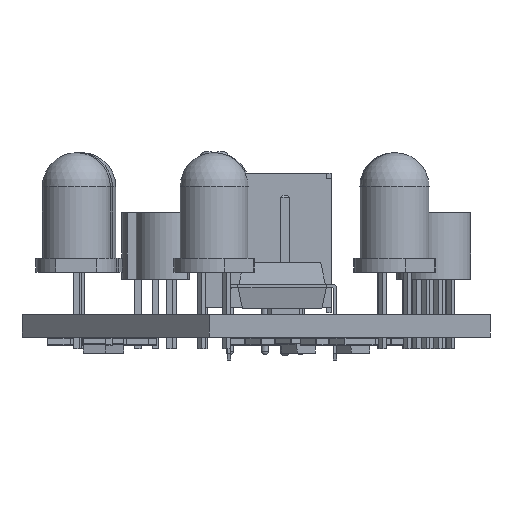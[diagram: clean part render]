
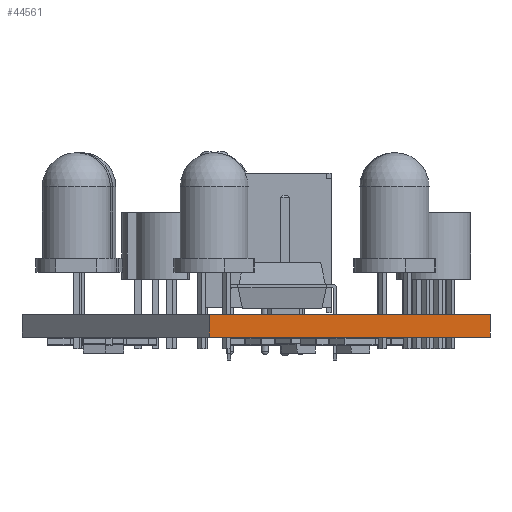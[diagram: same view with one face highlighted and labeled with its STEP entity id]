
A CAD part, left-side view. The second image highlights one B-rep face of the part: STEP entity #44561.
In plain terms, the highlighted planar face has unit normal (-1, 0.001, 0).
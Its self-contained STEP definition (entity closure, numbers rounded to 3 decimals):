
#40490 = PLANE('',#40491);
#40491 = AXIS2_PLACEMENT_3D('',#40492,#40493,#40494);
#40492 = CARTESIAN_POINT('',(70.65,-94.204,1.6));
#40493 = DIRECTION('',(-0.,-0.,-1.));
#40494 = DIRECTION('',(-1.,0.,0.));
#40544 = PLANE('',#40545);
#40545 = AXIS2_PLACEMENT_3D('',#40546,#40547,#40548);
#40546 = CARTESIAN_POINT('',(70.65,-94.204,0.));
#40547 = DIRECTION('',(-0.,-0.,-1.));
#40548 = DIRECTION('',(-1.,0.,0.));
#40577 = PLANE('',#40578);
#40578 = AXIS2_PLACEMENT_3D('',#40579,#40580,#40581);
#40579 = CARTESIAN_POINT('',(20.61,-90.05,0.));
#40580 = DIRECTION('',(-0.686,0.727,0.));
#40581 = DIRECTION('',(0.727,0.686,0.));
#40821 = VERTEX_POINT('',#40822);
#40822 = CARTESIAN_POINT('',(20.593,-110.24,0.));
#40836 = PLANE('',#40837);
#40837 = AXIS2_PLACEMENT_3D('',#40838,#40839,#40840);
#40838 = CARTESIAN_POINT('',(40.608,-110.24,0.));
#40839 = DIRECTION('',(0.,-1.,0.));
#40840 = DIRECTION('',(-1.,0.,0.));
#40848 = EDGE_CURVE('',#40821,#40849,#40851,.T.);
#40849 = VERTEX_POINT('',#40850);
#40850 = CARTESIAN_POINT('',(20.61,-90.05,0.));
#40851 = SURFACE_CURVE('',#40852,(#40856,#40863),.PCURVE_S1.);
#40852 = LINE('',#40853,#40854);
#40853 = CARTESIAN_POINT('',(20.593,-110.24,0.));
#40854 = VECTOR('',#40855,1.);
#40855 = DIRECTION('',(0.001,1.,0.));
#40856 = PCURVE('',#40544,#40857);
#40857 = DEFINITIONAL_REPRESENTATION('',(#40858),#40862);
#40858 = LINE('',#40859,#40860);
#40859 = CARTESIAN_POINT('',(50.058,-16.036));
#40860 = VECTOR('',#40861,1.);
#40861 = DIRECTION('',(-0.001,1.));
#40862 = ( GEOMETRIC_REPRESENTATION_CONTEXT(2) 
PARAMETRIC_REPRESENTATION_CONTEXT() REPRESENTATION_CONTEXT('2D SPACE',''
  ) );
#40863 = PCURVE('',#40864,#40869);
#40864 = PLANE('',#40865);
#40865 = AXIS2_PLACEMENT_3D('',#40866,#40867,#40868);
#40866 = CARTESIAN_POINT('',(20.593,-110.24,0.));
#40867 = DIRECTION('',(-1.,0.001,0.));
#40868 = DIRECTION('',(0.001,1.,0.));
#40869 = DEFINITIONAL_REPRESENTATION('',(#40870),#40874);
#40870 = LINE('',#40871,#40872);
#40871 = CARTESIAN_POINT('',(0.,0.));
#40872 = VECTOR('',#40873,1.);
#40873 = DIRECTION('',(1.,0.));
#40874 = ( GEOMETRIC_REPRESENTATION_CONTEXT(2) 
PARAMETRIC_REPRESENTATION_CONTEXT() REPRESENTATION_CONTEXT('2D SPACE',''
  ) );
#42851 = VERTEX_POINT('',#42852);
#42852 = CARTESIAN_POINT('',(20.593,-110.24,1.6));
#42873 = EDGE_CURVE('',#42851,#42874,#42876,.T.);
#42874 = VERTEX_POINT('',#42875);
#42875 = CARTESIAN_POINT('',(20.61,-90.05,1.6));
#42876 = SURFACE_CURVE('',#42877,(#42881,#42888),.PCURVE_S1.);
#42877 = LINE('',#42878,#42879);
#42878 = CARTESIAN_POINT('',(20.593,-110.24,1.6));
#42879 = VECTOR('',#42880,1.);
#42880 = DIRECTION('',(0.001,1.,0.));
#42881 = PCURVE('',#40490,#42882);
#42882 = DEFINITIONAL_REPRESENTATION('',(#42883),#42887);
#42883 = LINE('',#42884,#42885);
#42884 = CARTESIAN_POINT('',(50.058,-16.036));
#42885 = VECTOR('',#42886,1.);
#42886 = DIRECTION('',(-0.001,1.));
#42887 = ( GEOMETRIC_REPRESENTATION_CONTEXT(2) 
PARAMETRIC_REPRESENTATION_CONTEXT() REPRESENTATION_CONTEXT('2D SPACE',''
  ) );
#42888 = PCURVE('',#40864,#42889);
#42889 = DEFINITIONAL_REPRESENTATION('',(#42890),#42894);
#42890 = LINE('',#42891,#42892);
#42891 = CARTESIAN_POINT('',(0.,-1.6));
#42892 = VECTOR('',#42893,1.);
#42893 = DIRECTION('',(1.,0.));
#42894 = ( GEOMETRIC_REPRESENTATION_CONTEXT(2) 
PARAMETRIC_REPRESENTATION_CONTEXT() REPRESENTATION_CONTEXT('2D SPACE',''
  ) );
#44511 = EDGE_CURVE('',#40849,#42874,#44512,.T.);
#44512 = SURFACE_CURVE('',#44513,(#44517,#44524),.PCURVE_S1.);
#44513 = LINE('',#44514,#44515);
#44514 = CARTESIAN_POINT('',(20.61,-90.05,0.));
#44515 = VECTOR('',#44516,1.);
#44516 = DIRECTION('',(0.,0.,1.));
#44517 = PCURVE('',#40577,#44518);
#44518 = DEFINITIONAL_REPRESENTATION('',(#44519),#44523);
#44519 = LINE('',#44520,#44521);
#44520 = CARTESIAN_POINT('',(0.,0.));
#44521 = VECTOR('',#44522,1.);
#44522 = DIRECTION('',(0.,-1.));
#44523 = ( GEOMETRIC_REPRESENTATION_CONTEXT(2) 
PARAMETRIC_REPRESENTATION_CONTEXT() REPRESENTATION_CONTEXT('2D SPACE',''
  ) );
#44524 = PCURVE('',#40864,#44525);
#44525 = DEFINITIONAL_REPRESENTATION('',(#44526),#44530);
#44526 = LINE('',#44527,#44528);
#44527 = CARTESIAN_POINT('',(20.19,0.));
#44528 = VECTOR('',#44529,1.);
#44529 = DIRECTION('',(0.,-1.));
#44530 = ( GEOMETRIC_REPRESENTATION_CONTEXT(2) 
PARAMETRIC_REPRESENTATION_CONTEXT() REPRESENTATION_CONTEXT('2D SPACE',''
  ) );
#44561 = ADVANCED_FACE('',(#44562),#40864,.T.);
#44562 = FACE_BOUND('',#44563,.T.);
#44563 = EDGE_LOOP('',(#44564,#44585,#44586,#44587));
#44564 = ORIENTED_EDGE('',*,*,#44565,.T.);
#44565 = EDGE_CURVE('',#40821,#42851,#44566,.T.);
#44566 = SURFACE_CURVE('',#44567,(#44571,#44578),.PCURVE_S1.);
#44567 = LINE('',#44568,#44569);
#44568 = CARTESIAN_POINT('',(20.593,-110.24,0.));
#44569 = VECTOR('',#44570,1.);
#44570 = DIRECTION('',(0.,0.,1.));
#44571 = PCURVE('',#40864,#44572);
#44572 = DEFINITIONAL_REPRESENTATION('',(#44573),#44577);
#44573 = LINE('',#44574,#44575);
#44574 = CARTESIAN_POINT('',(0.,0.));
#44575 = VECTOR('',#44576,1.);
#44576 = DIRECTION('',(0.,-1.));
#44577 = ( GEOMETRIC_REPRESENTATION_CONTEXT(2) 
PARAMETRIC_REPRESENTATION_CONTEXT() REPRESENTATION_CONTEXT('2D SPACE',''
  ) );
#44578 = PCURVE('',#40836,#44579);
#44579 = DEFINITIONAL_REPRESENTATION('',(#44580),#44584);
#44580 = LINE('',#44581,#44582);
#44581 = CARTESIAN_POINT('',(20.015,0.));
#44582 = VECTOR('',#44583,1.);
#44583 = DIRECTION('',(0.,-1.));
#44584 = ( GEOMETRIC_REPRESENTATION_CONTEXT(2) 
PARAMETRIC_REPRESENTATION_CONTEXT() REPRESENTATION_CONTEXT('2D SPACE',''
  ) );
#44585 = ORIENTED_EDGE('',*,*,#42873,.T.);
#44586 = ORIENTED_EDGE('',*,*,#44511,.F.);
#44587 = ORIENTED_EDGE('',*,*,#40848,.F.);
